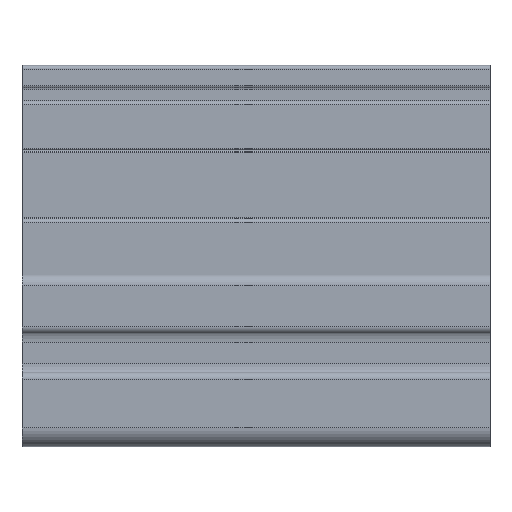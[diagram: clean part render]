
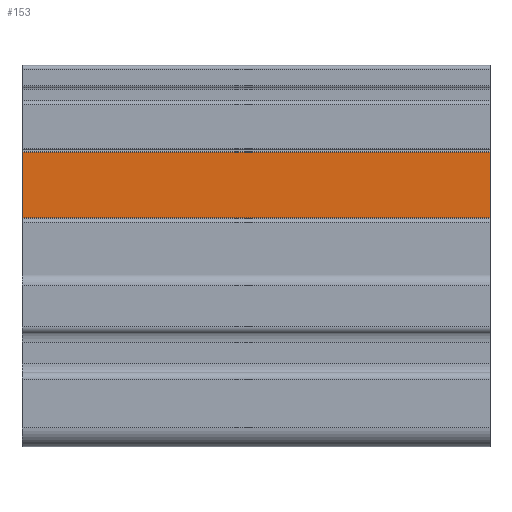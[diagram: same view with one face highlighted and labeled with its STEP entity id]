
A CAD part, left-side view. The second image highlights one B-rep face of the part: STEP entity #153.
In plain terms, the highlighted planar face has unit normal (-1, 0, 0).
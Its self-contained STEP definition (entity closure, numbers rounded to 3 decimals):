
#153 = ADVANCED_FACE( '', ( #353 ), #354, .T. );
#353 = FACE_OUTER_BOUND( '', #596, .T. );
#354 = PLANE( '', #597 );
#596 = EDGE_LOOP( '', ( #1029, #1030, #1031, #1032 ) );
#597 = AXIS2_PLACEMENT_3D( '', #1033, #1034, #1035 );
#1029 = ORIENTED_EDGE( '', *, *, #1550, .F. );
#1030 = ORIENTED_EDGE( '', *, *, #1654, .F. );
#1031 = ORIENTED_EDGE( '', *, *, #1672, .T. );
#1032 = ORIENTED_EDGE( '', *, *, #1673, .T. );
#1033 = CARTESIAN_POINT( '', ( 14.7, 100., 8.15 ) );
#1034 = DIRECTION( '', ( -1., 0., 0. ) );
#1035 = DIRECTION( '', ( 0., 0., 1. ) );
#1550 = EDGE_CURVE( '', #1889, #1891, #1892, .T. );
#1654 = EDGE_CURVE( '', #2061, #1889, #2063, .T. );
#1672 = EDGE_CURVE( '', #2061, #2087, #2088, .T. );
#1673 = EDGE_CURVE( '', #2087, #1891, #2089, .T. );
#1889 = VERTEX_POINT( '', #2363 );
#1891 = VERTEX_POINT( '', #2365 );
#1892 = LINE( '', #2366, #2367 );
#2061 = VERTEX_POINT( '', #2584 );
#2063 = LINE( '', #2586, #2587 );
#2087 = VERTEX_POINT( '', #2617 );
#2088 = LINE( '', #2618, #2619 );
#2089 = LINE( '', #2620, #2621 );
#2363 = CARTESIAN_POINT( '', ( 14.7, 0., 22.167 ) );
#2365 = CARTESIAN_POINT( '', ( 14.7, 0., 8.15 ) );
#2366 = CARTESIAN_POINT( '', ( 14.7, 0., 8.15 ) );
#2367 = VECTOR( '', #2915, 1000. );
#2584 = CARTESIAN_POINT( '', ( 14.7, 100., 22.167 ) );
#2586 = CARTESIAN_POINT( '', ( 14.7, 100., 22.167 ) );
#2587 = VECTOR( '', #3078, 1000. );
#2617 = CARTESIAN_POINT( '', ( 14.7, 100., 8.15 ) );
#2618 = CARTESIAN_POINT( '', ( 14.7, 100., 8.15 ) );
#2619 = VECTOR( '', #3100, 1000. );
#2620 = CARTESIAN_POINT( '', ( 14.7, 100., 8.15 ) );
#2621 = VECTOR( '', #3101, 1000. );
#2915 = DIRECTION( '', ( 0., 0., -1. ) );
#3078 = DIRECTION( '', ( 0., -1., 0. ) );
#3100 = DIRECTION( '', ( 0., 0., -1. ) );
#3101 = DIRECTION( '', ( 0., -1., 0. ) );
